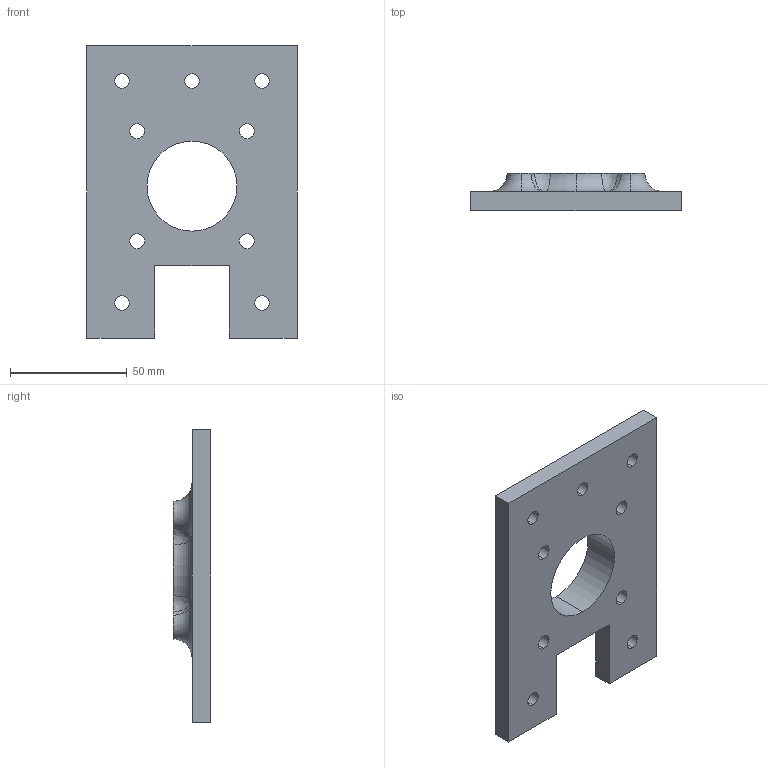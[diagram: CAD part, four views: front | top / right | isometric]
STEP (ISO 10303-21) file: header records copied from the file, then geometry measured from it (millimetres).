
FILE_DESCRIPTION (( 'STEP AP214' ), '1' );
FILE_NAME ('Z Motor Mount Back.step', '2019-11-11T12:32:16', ( '' ), ( '' ), 'SwSTEP 2.0', 'SolidWorks 2019', '' );
FILE_SCHEMA (( 'AUTOMOTIVE_DESIGN' ));
Length unit declared in the file: millimetre
Products named in the file (1): Z Motor Mount Back
Bounding box: 90 x 16 x 125 mm (x, y, z)
Volume: 86662.2 mm3; surface area: 26652 mm2
Topology: 1 solids, 1 shells, 68 faces, 190 edges, 116 vertices
Faces by surface type: cylinder 28, plane 13, torus 11, cone 8, bspline 8
Entity records: 3153 total; most frequent: CARTESIAN_POINT 1370, DIRECTION 375, ORIENTED_EDGE 364, EDGE_CURVE 182, AXIS2_PLACEMENT_3D 153, VERTEX_POINT 116, CIRCLE 92, EDGE_LOOP 88
